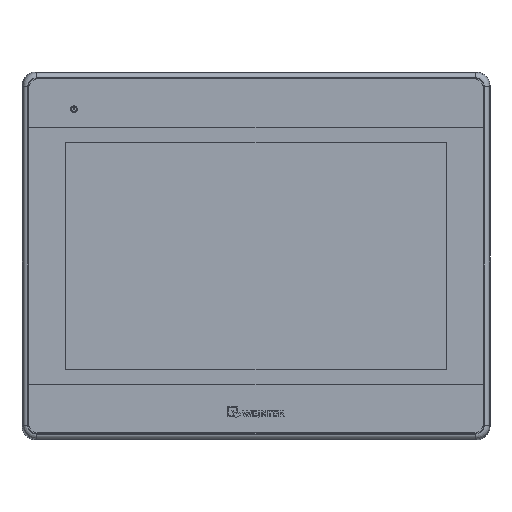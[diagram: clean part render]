
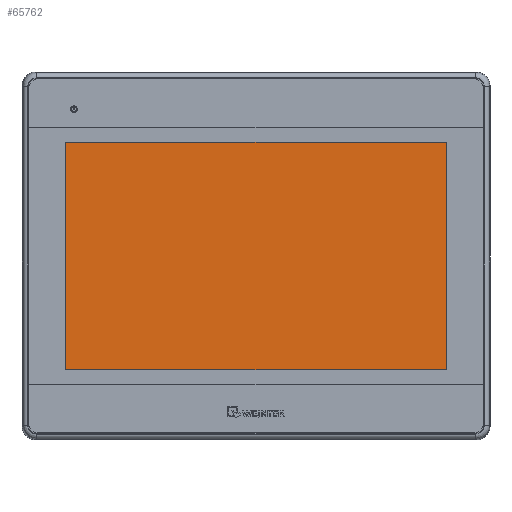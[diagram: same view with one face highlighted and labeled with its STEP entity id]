
A CAD part, top view. The second image highlights one B-rep face of the part: STEP entity #65762.
In plain terms, the highlighted planar face has unit normal (0, 0, 1).
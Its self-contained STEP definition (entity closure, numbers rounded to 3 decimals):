
#9077 = LINE ( 'NONE', #9094, #14003 ) ;
#9086 = LINE ( 'NONE', #9090, #14011 ) ;
#9090 = CARTESIAN_POINT ( 'NONE',  ( 110.15, -97.7, 22.68 ) ) ;
#9092 = DIRECTION ( 'NONE',  ( 0., -1., 0. ) ) ;
#9094 = CARTESIAN_POINT ( 'NONE',  ( 126.7, 66., 22.68 ) ) ;
#9098 = DIRECTION ( 'NONE',  ( 1., 0., 0. ) ) ;
#9100 = LINE ( 'NONE', #9103, #14015 ) ;
#9103 = CARTESIAN_POINT ( 'NONE',  ( -110.15, -97.7, 22.68 ) ) ;
#9105 = DIRECTION ( 'NONE',  ( 0., 1., 0. ) ) ;
#9107 = LINE ( 'NONE', #9110, #14018 ) ;
#9110 = CARTESIAN_POINT ( 'NONE',  ( 126.7, -66., 22.68 ) ) ;
#9111 = DIRECTION ( 'NONE',  ( -1., 0., 0. ) ) ;
#14003 = VECTOR ( 'NONE', #9098, 1000. ) ;
#14011 = VECTOR ( 'NONE', #9092, 1000. ) ;
#14015 = VECTOR ( 'NONE', #9105, 1000. ) ;
#14018 = VECTOR ( 'NONE', #9111, 1000. ) ;
#27171 = CARTESIAN_POINT ( 'NONE',  ( 126.7, -97.7, 22.68 ) ) ;
#27172 = FACE_OUTER_BOUND ( 'NONE', #74322, .T. ) ;
#27176 = PLANE ( 'NONE',  #36159 ) ;
#27177 = DIRECTION ( 'NONE',  ( 0., 0., 1. ) ) ;
#27178 = DIRECTION ( 'NONE',  ( 1., 0., 0. ) ) ;
#36159 = AXIS2_PLACEMENT_3D ( 'NONE', #27171, #27177, #27178 ) ;
#55502 = EDGE_CURVE ( 'NONE', #81813, #82171, #9086, .T. ) ;
#55503 = EDGE_CURVE ( 'NONE', #85661, #81813, #9077, .T. ) ;
#55505 = EDGE_CURVE ( 'NONE', #81888, #85661, #9100, .T. ) ;
#55507 = EDGE_CURVE ( 'NONE', #82171, #81888, #9107, .T. ) ;
#59400 = CARTESIAN_POINT ( 'NONE',  ( 110.15, 66., 22.68 ) ) ;
#60235 = CARTESIAN_POINT ( 'NONE',  ( -110.15, -66., 22.68 ) ) ;
#61524 = CARTESIAN_POINT ( 'NONE',  ( 110.15, -66., 22.68 ) ) ;
#65762 = ADVANCED_FACE ( 'NONE', ( #27172 ), #27176, .T. ) ;
#72913 = CARTESIAN_POINT ( 'NONE',  ( -110.15, 66., 22.68 ) ) ;
#74322 = EDGE_LOOP ( 'NONE', ( #90010, #90012, #90014, #90016 ) ) ;
#81813 = VERTEX_POINT ( 'NONE', #59400 ) ;
#81888 = VERTEX_POINT ( 'NONE', #60235 ) ;
#82171 = VERTEX_POINT ( 'NONE', #61524 ) ;
#85661 = VERTEX_POINT ( 'NONE', #72913 ) ;
#90010 = ORIENTED_EDGE ( 'NONE', *, *, #55502, .F. ) ;
#90012 = ORIENTED_EDGE ( 'NONE', *, *, #55503, .F. ) ;
#90014 = ORIENTED_EDGE ( 'NONE', *, *, #55505, .F. ) ;
#90016 = ORIENTED_EDGE ( 'NONE', *, *, #55507, .F. ) ;
